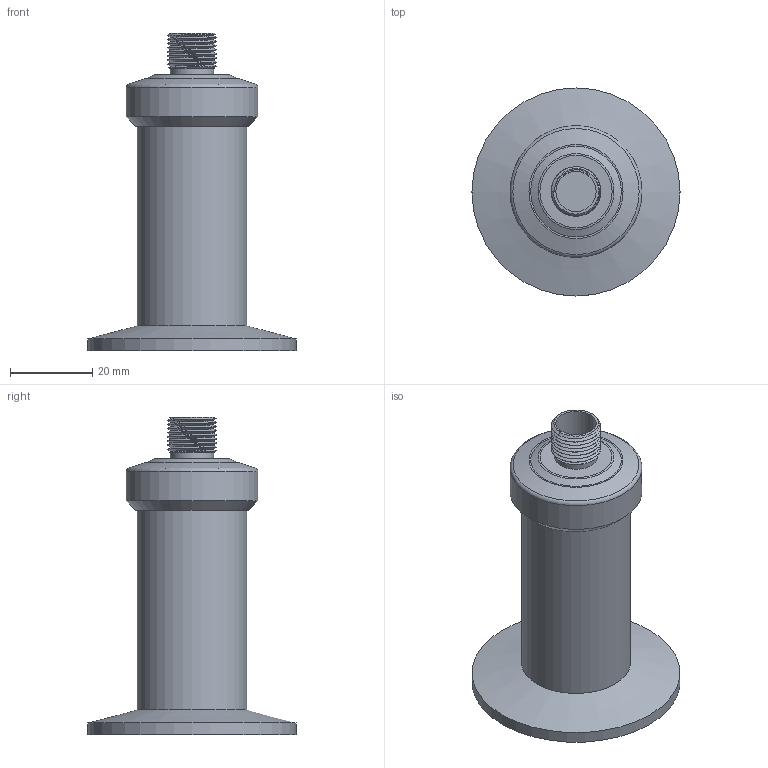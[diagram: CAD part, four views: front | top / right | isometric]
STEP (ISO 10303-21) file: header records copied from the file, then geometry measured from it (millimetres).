
FILE_DESCRIPTION(/* description */ (''),/* implementation_level */ '2;1');
FILE_NAME(/* name */ 'PM201-KP 卡盘航空插头型 2022.02.17_stp.stp',/* time_stamp */ '2022-02-18T16:37:19+08:00',/* author */ (''),/* organization */ (''),/* preprocessor_version */ 'ST-DEVELOPER v16',/* originating_system */ 'SIEMENS PLM Software NX 10.0',/* authorisation */ '');
FILE_SCHEMA (('CONFIG_CONTROL_DESIGN'));
Length unit declared in the file: millimetre
Products named in the file (1): PM201-KP  卡盘航空插头型  2022.02.1
7_stp
Bounding box: 50.5 x 50.5 x 77 mm (x, y, z)
Volume: 43494.2 mm3; surface area: 11863.4 mm2
Topology: 1 solids, 1 shells, 49 faces, 111 edges, 72 vertices
Faces by surface type: cylinder 18, plane 14, cone 7, torus 5, bspline 5
Full cylindrical faces by diameter (mm): 9.8 x1, 10.5 x8, 12 x1, 18 x1, 26.5 x1, 32 x1, 50.5 x1
Entity records: 3923 total; most frequent: CARTESIAN_POINT 3077, DIRECTION 149, ORIENTED_EDGE 132, AXIS2_PLACEMENT_3D 70, EDGE_LOOP 66, EDGE_CURVE 66, VERTEX_POINT 52, FACE_BOUND 50
